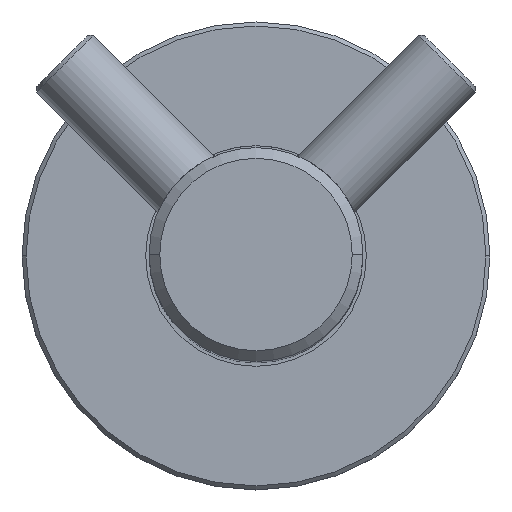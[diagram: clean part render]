
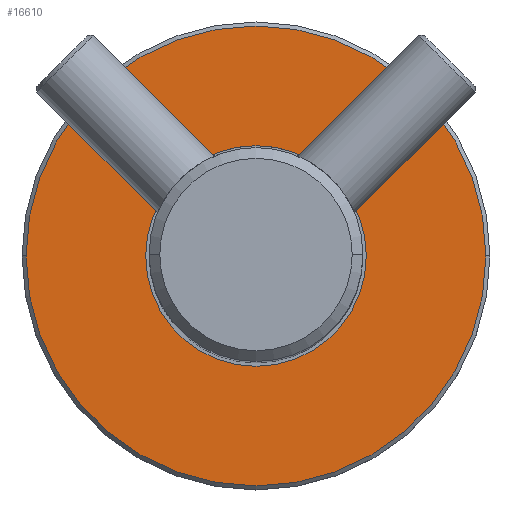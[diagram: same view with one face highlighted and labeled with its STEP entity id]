
A CAD part, top view. The second image highlights one B-rep face of the part: STEP entity #16610.
In plain terms, the highlighted planar face has unit normal (0, 0, 1).
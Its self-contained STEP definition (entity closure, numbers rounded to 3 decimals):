
#16260=CARTESIAN_POINT('',(0.,0.,3.));
#16270=DIRECTION('',(0.,0.,1.));
#16280=DIRECTION('',(1.,0.,0.));
#16290=AXIS2_PLACEMENT_3D('',#16260,#16270,#16280);
#16300=PLANE('',#16290);
#16310=CARTESIAN_POINT('',(0.,0.,3.));
#16320=DIRECTION('',(0.,0.,1.));
#16330=DIRECTION('',(1.,0.,0.));
#16340=AXIS2_PLACEMENT_3D('',#16310,#16320,#16330);
#16350=CIRCLE('',#16340,8.25);
#16360=CARTESIAN_POINT('',(8.25,0.,3.));
#16370=VERTEX_POINT('',#16360);
#16380=CARTESIAN_POINT('',(-8.25,0.,3.));
#16390=VERTEX_POINT('',#16380);
#16400=EDGE_CURVE('',#16370,#16390,#16350,.T.);
#16410=ORIENTED_EDGE('',*,*,#16400,.F.);
#16420=EDGE_CURVE('',#16390,#16370,#16350,.T.);
#16430=ORIENTED_EDGE('',*,*,#16420,.F.);
#16440=EDGE_LOOP('',(#16430,#16410));
#16450=FACE_BOUND('',#16440,.T.);
#16460=CARTESIAN_POINT('',(0.,0.,3.));
#16470=DIRECTION('',(0.,0.,1.));
#16480=DIRECTION('',(1.,0.,0.));
#16490=AXIS2_PLACEMENT_3D('',#16460,#16470,#16480);
#16500=CIRCLE('',#16490,17.2);
#16510=CARTESIAN_POINT('',(17.2,0.,3.));
#16520=VERTEX_POINT('',#16510);
#16530=CARTESIAN_POINT('',(-17.2,0.,3.));
#16540=VERTEX_POINT('',#16530);
#16550=EDGE_CURVE('',#16520,#16540,#16500,.T.);
#16560=ORIENTED_EDGE('',*,*,#16550,.T.);
#16570=EDGE_CURVE('',#16540,#16520,#16500,.T.);
#16580=ORIENTED_EDGE('',*,*,#16570,.T.);
#16590=EDGE_LOOP('',(#16580,#16560));
#16600=FACE_OUTER_BOUND('',#16590,.T.);
#16610=ADVANCED_FACE('',(#16450,#16600),#16300,.T.);
